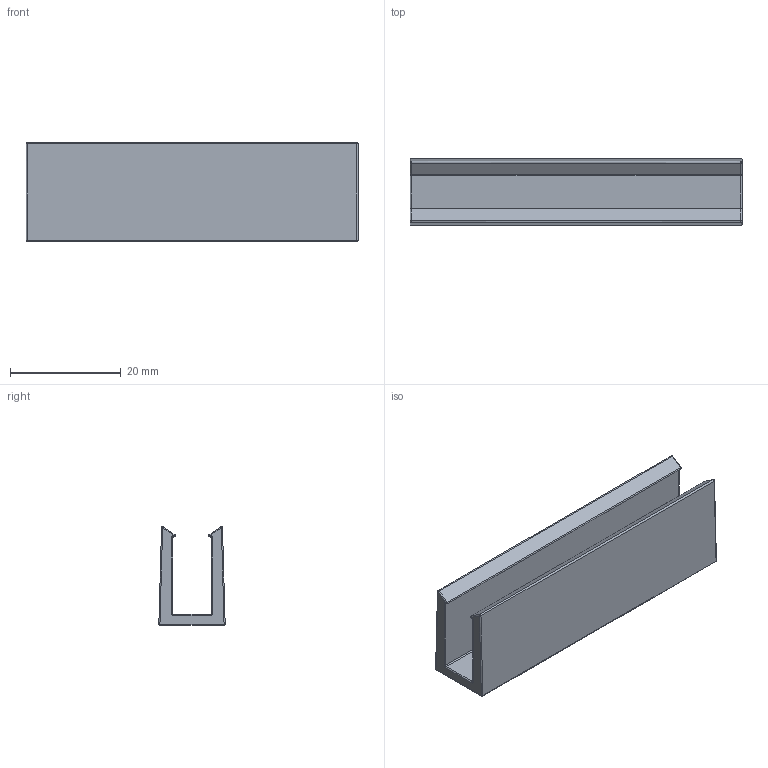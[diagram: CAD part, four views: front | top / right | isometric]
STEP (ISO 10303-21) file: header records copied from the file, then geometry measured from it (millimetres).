
FILE_DESCRIPTION(/* description */ (''),/* implementation_level */ '2;1');
FILE_NAME(/* name */ 'Kühlschrank Beschriftungshalter_v1.step',/* time_stamp */ '2020-09-19T14:43:56+02:00',/* author */ (''),/* organization */ (''),/* preprocessor_version */ 'ST-DEVELOPER v18.1',/* originating_system */ 'Autodesk Translation Framework v9.3.0.1241',/* authorisation */ '');
FILE_SCHEMA (('AUTOMOTIVE_DESIGN { 1 0 10303 214 3 1 1 }'));
Length unit declared in the file: millimetre
Products named in the file (1): Kühlschrank Beschriftungshalter
Bounding box: 60 x 11.99 x 17.84 mm (x, y, z)
Volume: 5566.6 mm3; surface area: 5547 mm2
Topology: 1 solids, 1 shells, 62 faces, 140 edges, 68 vertices
Faces by surface type: bspline 50, plane 12
Entity records: 4718 total; most frequent: CARTESIAN_POINT 3694, ORIENTED_EDGE 256, EDGE_CURVE 128, DIRECTION 86, B_SPLINE_CURVE_WITH_KNOTS 68, VERTEX_POINT 68, FACE_OUTER_BOUND 62, EDGE_LOOP 62
